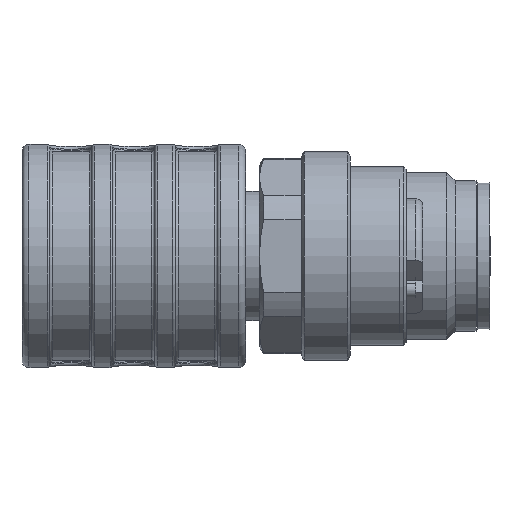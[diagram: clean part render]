
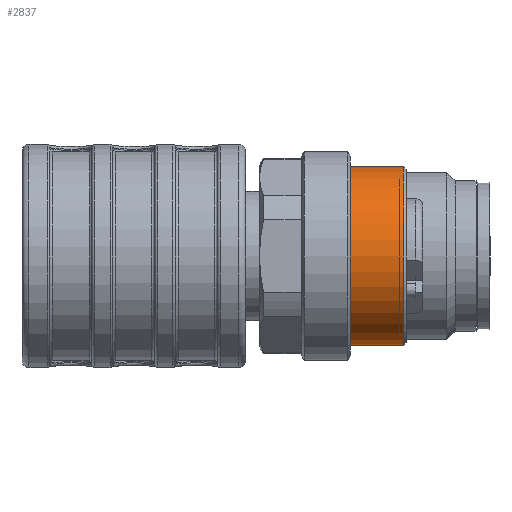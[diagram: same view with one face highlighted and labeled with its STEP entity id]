
A CAD part, front view. The second image highlights one B-rep face of the part: STEP entity #2837.
In plain terms, the highlighted cylindrical face has radius 6.4 mm (diameter 12.8 mm), a full revolution.
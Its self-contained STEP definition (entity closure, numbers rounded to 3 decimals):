
#2837=ADVANCED_FACE('',(#3700,#3701),#3461,.T.);
#3461=CYLINDRICAL_SURFACE('',#10562,6.4);
#3700=FACE_BOUND('',#3870,.T.);
#3701=FACE_BOUND('',#3871,.T.);
#3870=EDGE_LOOP('',(#4597));
#3871=EDGE_LOOP('',(#4598));
#4597=ORIENTED_EDGE('',*,*,#8533,.T.);
#4598=ORIENTED_EDGE('',*,*,#8534,.T.);
#7573=VERTEX_POINT('',#14669);
#7574=VERTEX_POINT('',#14672);
#8533=EDGE_CURVE('',#7573,#7573,#10024,.T.);
#8534=EDGE_CURVE('',#7574,#7574,#10025,.T.);
#10024=CIRCLE('',#10559,6.4);
#10025=CIRCLE('',#10561,6.4);
#10559=AXIS2_PLACEMENT_3D('',#14668,#11668,#11669);
#10561=AXIS2_PLACEMENT_3D('',#14671,#11672,#11673);
#10562=AXIS2_PLACEMENT_3D('',#14673,#11674,#11675);
#11668=DIRECTION('',(-1.,0.,0.));
#11669=DIRECTION('',(0.,0.866,-0.5));
#11672=DIRECTION('',(1.,0.,0.));
#11673=DIRECTION('',(0.,-0.5,-0.866));
#11674=DIRECTION('',(1.,0.,0.));
#11675=DIRECTION('',(0.,0.5,0.866));
#14668=CARTESIAN_POINT('',(62.896,-48.704,14.404));
#14669=CARTESIAN_POINT('',(62.896,-43.161,11.204));
#14671=CARTESIAN_POINT('',(59.096,-48.704,14.404));
#14672=CARTESIAN_POINT('',(59.096,-51.904,8.862));
#14673=CARTESIAN_POINT('',(63.096,-48.704,14.404));
